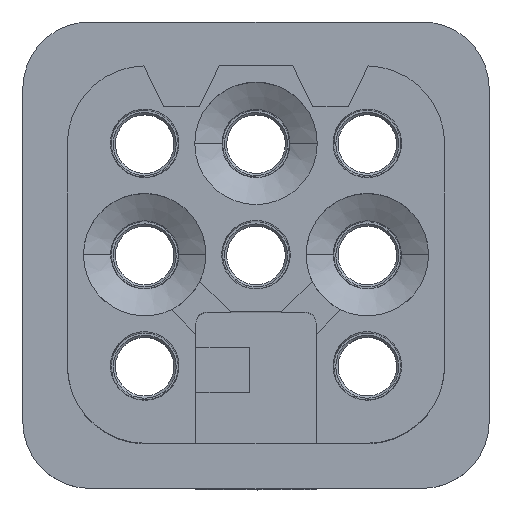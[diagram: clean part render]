
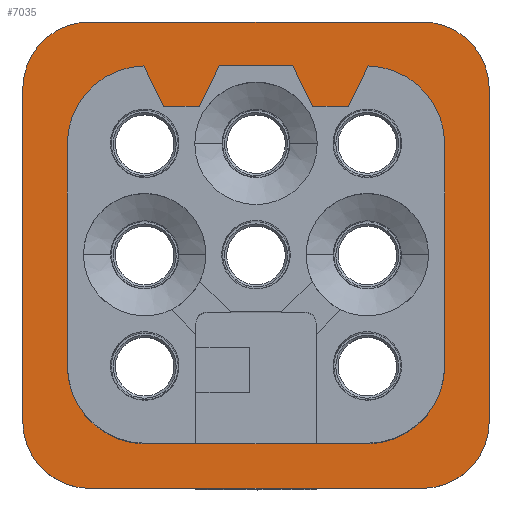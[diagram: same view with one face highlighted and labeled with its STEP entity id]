
A CAD part, top view. The second image highlights one B-rep face of the part: STEP entity #7035.
In plain terms, the highlighted planar face has unit normal (0, 0, 1).
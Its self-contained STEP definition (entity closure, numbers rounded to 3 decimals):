
#6215=AXIS2_PLACEMENT_3D('Circle Axis2P3D',#6213,#6214,$) ;
#6290=AXIS2_PLACEMENT_3D('Circle Axis2P3D',#6288,#6289,$) ;
#6347=AXIS2_PLACEMENT_3D('Circle Axis2P3D',#6345,#6346,$) ;
#6428=AXIS2_PLACEMENT_3D('Circle Axis2P3D',#6426,#6427,$) ;
#6837=AXIS2_PLACEMENT_3D('Circle Axis2P3D',#6835,#6836,$) ;
#6923=AXIS2_PLACEMENT_3D('Circle Axis2P3D',#6921,#6922,$) ;
#6973=AXIS2_PLACEMENT_3D('Circle Axis2P3D',#6971,#6972,$) ;
#6993=AXIS2_PLACEMENT_3D('Plane Axis2P3D',#6990,#6991,#6992) ;
#7007=AXIS2_PLACEMENT_3D('Circle Axis2P3D',#7005,#7006,$) ;
#1354=CARTESIAN_POINT('Vertex',(7.775,2.059,19.5)) ;
#1359=CARTESIAN_POINT('Line Origine',(10.475,2.059,19.5)) ;
#1363=CARTESIAN_POINT('Vertex',(13.175,2.059,19.5)) ;
#1578=CARTESIAN_POINT('Vertex',(12.125,19.009,19.5)) ;
#1581=CARTESIAN_POINT('Line Origine',(10.475,19.009,19.5)) ;
#1585=CARTESIAN_POINT('Vertex',(8.825,19.009,19.5)) ;
#6020=CARTESIAN_POINT('Vertex',(6.325,17.209,19.5)) ;
#6025=CARTESIAN_POINT('Line Origine',(5.875,18.109,19.5)) ;
#6029=CARTESIAN_POINT('Vertex',(5.425,19.009,19.5)) ;
#6067=CARTESIAN_POINT('Vertex',(7.925,17.209,19.5)) ;
#6070=CARTESIAN_POINT('Line Origine',(7.125,17.209,19.5)) ;
#6087=CARTESIAN_POINT('Line Origine',(8.375,18.109,19.5)) ;
#6120=CARTESIAN_POINT('Vertex',(13.025,17.209,19.5)) ;
#6123=CARTESIAN_POINT('Line Origine',(12.575,18.109,19.5)) ;
#6146=CARTESIAN_POINT('Vertex',(14.625,17.209,19.5)) ;
#6149=CARTESIAN_POINT('Line Origine',(13.825,17.209,19.5)) ;
#6177=CARTESIAN_POINT('Vertex',(15.525,19.009,19.5)) ;
#6180=CARTESIAN_POINT('Line Origine',(15.075,18.109,19.5)) ;
#6210=CARTESIAN_POINT('Vertex',(20.95,3.059,19.5)) ;
#6213=CARTESIAN_POINT('Axis2P3D Location',(17.95,3.059,19.5)) ;
#6217=CARTESIAN_POINT('Vertex',(17.95,0.059,19.5)) ;
#6241=CARTESIAN_POINT('Vertex',(3.,0.059,19.5)) ;
#6256=CARTESIAN_POINT('Line Origine',(10.475,0.059,19.5)) ;
#6288=CARTESIAN_POINT('Axis2P3D Location',(3.,3.059,19.5)) ;
#6292=CARTESIAN_POINT('Vertex',(0.,3.059,19.5)) ;
#6311=CARTESIAN_POINT('Vertex',(0.,18.009,19.5)) ;
#6321=CARTESIAN_POINT('Line Origine',(0.,10.534,19.5)) ;
#6345=CARTESIAN_POINT('Axis2P3D Location',(3.,18.009,19.5)) ;
#6349=CARTESIAN_POINT('Vertex',(3.,21.009,19.5)) ;
#6368=CARTESIAN_POINT('Vertex',(20.95,18.009,19.5)) ;
#6373=CARTESIAN_POINT('Line Origine',(20.95,10.534,19.5)) ;
#6394=CARTESIAN_POINT('Vertex',(17.95,21.009,19.5)) ;
#6404=CARTESIAN_POINT('Line Origine',(10.475,21.009,19.5)) ;
#6426=CARTESIAN_POINT('Axis2P3D Location',(17.95,18.009,19.5)) ;
#6835=CARTESIAN_POINT('Axis2P3D Location',(5.5,15.509,19.5)) ;
#6839=CARTESIAN_POINT('Vertex',(2.,15.509,19.5)) ;
#6854=CARTESIAN_POINT('Line Origine',(6.638,2.059,19.5)) ;
#6858=CARTESIAN_POINT('Vertex',(5.5,2.059,19.5)) ;
#6892=CARTESIAN_POINT('Line Origine',(2.,10.534,19.5)) ;
#6896=CARTESIAN_POINT('Vertex',(2.,5.559,19.5)) ;
#6921=CARTESIAN_POINT('Axis2P3D Location',(5.5,5.559,19.5)) ;
#6940=CARTESIAN_POINT('Line Origine',(14.313,2.059,19.5)) ;
#6944=CARTESIAN_POINT('Vertex',(15.45,2.059,19.5)) ;
#6971=CARTESIAN_POINT('Axis2P3D Location',(15.45,5.559,19.5)) ;
#6975=CARTESIAN_POINT('Vertex',(18.95,5.559,19.5)) ;
#6990=CARTESIAN_POINT('Axis2P3D Location',(10.475,10.534,19.5)) ;
#7005=CARTESIAN_POINT('Axis2P3D Location',(15.45,15.509,19.5)) ;
#7009=CARTESIAN_POINT('Vertex',(18.95,15.509,19.5)) ;
#7012=CARTESIAN_POINT('Line Origine',(18.95,10.534,19.5)) ;
#1360=DIRECTION('Vector Direction',(-1.,0.,0.)) ;
#1582=DIRECTION('Vector Direction',(-1.,0.,0.)) ;
#6026=DIRECTION('Vector Direction',(-0.447,0.894,0.)) ;
#6071=DIRECTION('Vector Direction',(-1.,0.,0.)) ;
#6088=DIRECTION('Vector Direction',(-0.447,-0.894,0.)) ;
#6124=DIRECTION('Vector Direction',(0.447,-0.894,0.)) ;
#6150=DIRECTION('Vector Direction',(1.,0.,0.)) ;
#6181=DIRECTION('Vector Direction',(0.447,0.894,0.)) ;
#6214=DIRECTION('Axis2P3D Direction',(0.,-0.,-1.)) ;
#6257=DIRECTION('Vector Direction',(1.,0.,0.)) ;
#6289=DIRECTION('Axis2P3D Direction',(-0.,0.,-1.)) ;
#6322=DIRECTION('Vector Direction',(0.,-1.,0.)) ;
#6346=DIRECTION('Axis2P3D Direction',(0.,0.,-1.)) ;
#6374=DIRECTION('Vector Direction',(0.,1.,0.)) ;
#6405=DIRECTION('Vector Direction',(-1.,0.,0.)) ;
#6427=DIRECTION('Axis2P3D Direction',(0.,0.,-1.)) ;
#6836=DIRECTION('Axis2P3D Direction',(0.,0.,1.)) ;
#6855=DIRECTION('Vector Direction',(1.,0.,0.)) ;
#6893=DIRECTION('Vector Direction',(0.,-1.,0.)) ;
#6922=DIRECTION('Axis2P3D Direction',(-0.,0.,1.)) ;
#6941=DIRECTION('Vector Direction',(1.,0.,0.)) ;
#6972=DIRECTION('Axis2P3D Direction',(0.,-0.,1.)) ;
#6991=DIRECTION('Axis2P3D Direction',(0.,0.,1.)) ;
#6992=DIRECTION('Axis2P3D XDirection',(-1.,0.,0.)) ;
#7006=DIRECTION('Axis2P3D Direction',(0.,0.,1.)) ;
#7013=DIRECTION('Vector Direction',(0.,1.,0.)) ;
#1361=VECTOR('Line Direction',#1360,1.) ;
#1583=VECTOR('Line Direction',#1582,1.) ;
#6027=VECTOR('Line Direction',#6026,1.) ;
#6072=VECTOR('Line Direction',#6071,1.) ;
#6089=VECTOR('Line Direction',#6088,1.) ;
#6125=VECTOR('Line Direction',#6124,1.) ;
#6151=VECTOR('Line Direction',#6150,1.) ;
#6182=VECTOR('Line Direction',#6181,1.) ;
#6258=VECTOR('Line Direction',#6257,1.) ;
#6323=VECTOR('Line Direction',#6322,1.) ;
#6375=VECTOR('Line Direction',#6374,1.) ;
#6406=VECTOR('Line Direction',#6405,1.) ;
#6856=VECTOR('Line Direction',#6855,1.) ;
#6894=VECTOR('Line Direction',#6893,1.) ;
#6942=VECTOR('Line Direction',#6941,1.) ;
#7014=VECTOR('Line Direction',#7013,1.) ;
#6996=ORIENTED_EDGE('',*,*,#6408,.T.) ;
#6997=ORIENTED_EDGE('',*,*,#6351,.F.) ;
#6998=ORIENTED_EDGE('',*,*,#6325,.T.) ;
#6999=ORIENTED_EDGE('',*,*,#6294,.F.) ;
#7000=ORIENTED_EDGE('',*,*,#6260,.T.) ;
#7001=ORIENTED_EDGE('',*,*,#6219,.F.) ;
#7002=ORIENTED_EDGE('',*,*,#6377,.T.) ;
#7003=ORIENTED_EDGE('',*,*,#6430,.F.) ;
#7018=ORIENTED_EDGE('',*,*,#7011,.F.) ;
#7019=ORIENTED_EDGE('',*,*,#7016,.F.) ;
#7020=ORIENTED_EDGE('',*,*,#6977,.F.) ;
#7021=ORIENTED_EDGE('',*,*,#6946,.F.) ;
#7022=ORIENTED_EDGE('',*,*,#1365,.F.) ;
#7023=ORIENTED_EDGE('',*,*,#6860,.F.) ;
#7024=ORIENTED_EDGE('',*,*,#6925,.F.) ;
#7025=ORIENTED_EDGE('',*,*,#6898,.F.) ;
#7026=ORIENTED_EDGE('',*,*,#6841,.F.) ;
#7027=ORIENTED_EDGE('',*,*,#6031,.T.) ;
#7028=ORIENTED_EDGE('',*,*,#6074,.T.) ;
#7029=ORIENTED_EDGE('',*,*,#6091,.T.) ;
#7030=ORIENTED_EDGE('',*,*,#1587,.F.) ;
#7031=ORIENTED_EDGE('',*,*,#6127,.T.) ;
#7032=ORIENTED_EDGE('',*,*,#6153,.T.) ;
#7033=ORIENTED_EDGE('',*,*,#6184,.T.) ;
#7034=FACE_BOUND('',#7017,.T.) ;
#7035=ADVANCED_FACE('Hauptk\X2\00F6\X0\rper',(#7004,#7034),#6994,.T.) ;
#6216=CIRCLE('generated circle',#6215,3.) ;
#6291=CIRCLE('generated circle',#6290,3.) ;
#6348=CIRCLE('generated circle',#6347,3.) ;
#6429=CIRCLE('generated circle',#6428,3.) ;
#6838=CIRCLE('generated circle',#6837,3.5) ;
#6924=CIRCLE('generated circle',#6923,3.5) ;
#6974=CIRCLE('generated circle',#6973,3.5) ;
#7008=CIRCLE('generated circle',#7007,3.5) ;
#1365=EDGE_CURVE('',#1355,#1364,#1362,.F.) ;
#1587=EDGE_CURVE('',#1579,#1586,#1584,.T.) ;
#6031=EDGE_CURVE('',#6030,#6021,#6028,.F.) ;
#6074=EDGE_CURVE('',#6021,#6068,#6073,.F.) ;
#6091=EDGE_CURVE('',#6068,#1586,#6090,.F.) ;
#6127=EDGE_CURVE('',#1579,#6121,#6126,.T.) ;
#6153=EDGE_CURVE('',#6121,#6147,#6152,.T.) ;
#6184=EDGE_CURVE('',#6147,#6178,#6183,.T.) ;
#6219=EDGE_CURVE('',#6211,#6218,#6216,.T.) ;
#6260=EDGE_CURVE('',#6242,#6218,#6259,.T.) ;
#6294=EDGE_CURVE('',#6242,#6293,#6291,.T.) ;
#6325=EDGE_CURVE('',#6312,#6293,#6324,.T.) ;
#6351=EDGE_CURVE('',#6312,#6350,#6348,.T.) ;
#6377=EDGE_CURVE('',#6211,#6369,#6376,.T.) ;
#6408=EDGE_CURVE('',#6395,#6350,#6407,.T.) ;
#6430=EDGE_CURVE('',#6395,#6369,#6429,.T.) ;
#6841=EDGE_CURVE('',#6030,#6840,#6838,.T.) ;
#6860=EDGE_CURVE('',#6859,#1355,#6857,.T.) ;
#6898=EDGE_CURVE('',#6840,#6897,#6895,.T.) ;
#6925=EDGE_CURVE('',#6897,#6859,#6924,.T.) ;
#6946=EDGE_CURVE('',#1364,#6945,#6943,.T.) ;
#6977=EDGE_CURVE('',#6945,#6976,#6974,.T.) ;
#7011=EDGE_CURVE('',#7010,#6178,#7008,.T.) ;
#7016=EDGE_CURVE('',#6976,#7010,#7015,.T.) ;
#6995=EDGE_LOOP('',(#6996,#6997,#6998,#6999,#7000,#7001,#7002,#7003)) ;
#7017=EDGE_LOOP('',(#7018,#7019,#7020,#7021,#7022,#7023,#7024,#7025,#7026,#7027,#7028,#7029,#7030,#7031,#7032,#7033)) ;
#7004=FACE_OUTER_BOUND('',#6995,.T.) ;
#1362=LINE('Line',#1359,#1361) ;
#1584=LINE('Line',#1581,#1583) ;
#6028=LINE('Line',#6025,#6027) ;
#6073=LINE('Line',#6070,#6072) ;
#6090=LINE('Line',#6087,#6089) ;
#6126=LINE('Line',#6123,#6125) ;
#6152=LINE('Line',#6149,#6151) ;
#6183=LINE('Line',#6180,#6182) ;
#6259=LINE('Line',#6256,#6258) ;
#6324=LINE('Line',#6321,#6323) ;
#6376=LINE('Line',#6373,#6375) ;
#6407=LINE('Line',#6404,#6406) ;
#6857=LINE('Line',#6854,#6856) ;
#6895=LINE('Line',#6892,#6894) ;
#6943=LINE('Line',#6940,#6942) ;
#7015=LINE('Line',#7012,#7014) ;
#6994=PLANE('',#6993) ;
#1355=VERTEX_POINT('',#1354) ;
#1364=VERTEX_POINT('',#1363) ;
#1579=VERTEX_POINT('',#1578) ;
#1586=VERTEX_POINT('',#1585) ;
#6021=VERTEX_POINT('',#6020) ;
#6030=VERTEX_POINT('',#6029) ;
#6068=VERTEX_POINT('',#6067) ;
#6121=VERTEX_POINT('',#6120) ;
#6147=VERTEX_POINT('',#6146) ;
#6178=VERTEX_POINT('',#6177) ;
#6211=VERTEX_POINT('',#6210) ;
#6218=VERTEX_POINT('',#6217) ;
#6242=VERTEX_POINT('',#6241) ;
#6293=VERTEX_POINT('',#6292) ;
#6312=VERTEX_POINT('',#6311) ;
#6350=VERTEX_POINT('',#6349) ;
#6369=VERTEX_POINT('',#6368) ;
#6395=VERTEX_POINT('',#6394) ;
#6840=VERTEX_POINT('',#6839) ;
#6859=VERTEX_POINT('',#6858) ;
#6897=VERTEX_POINT('',#6896) ;
#6945=VERTEX_POINT('',#6944) ;
#6976=VERTEX_POINT('',#6975) ;
#7010=VERTEX_POINT('',#7009) ;
